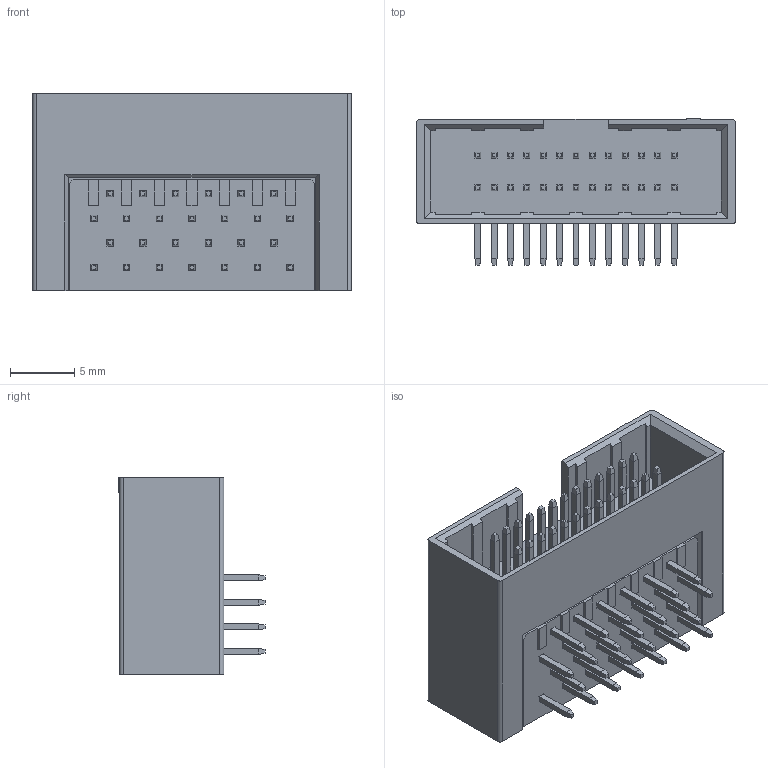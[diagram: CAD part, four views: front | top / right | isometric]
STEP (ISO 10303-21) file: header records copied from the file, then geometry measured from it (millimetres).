
FILE_DESCRIPTION( ('This file contains a STEP AP42 implementation' ,'as created by ZW3D STEP Interface translator.') ,'2;1' );
FILE_NAME( '3141-XXRXXBK00X1.stp' ,'231122.15 746', (''), ('ZWCAD Software Co.'), 'Version 1.0', 'ZW3D to STEP translator', '' );
FILE_SCHEMA(('AUTOMOTIVE_DESIGN { 1 0 10303 214 1 1 1 1 }'));
Length unit declared in the file: millimetre
Products named in the file (2): 0; 3141-XXRXXBK00X1.stpWZH
Bounding box: 24.76 x 11.33 x 15.3 mm (x, y, z)
Volume: 1479.9 mm3; surface area: 3688.5 mm2
Topology: 1 solids, 1 shells, 1339 faces, 3246 edges, 1928 vertices
Faces by surface type: plane 1257, cylinder 82
Entity records: 39005 total; most frequent: CARTESIAN_POINT 6514, ORIENTED_EDGE 6492, DIRECTION 6114, EDGE_CURVE 3246, VECTOR 3058, LINE 3058, VERTEX_POINT 1928, AXIS2_PLACEMENT_3D 1528
